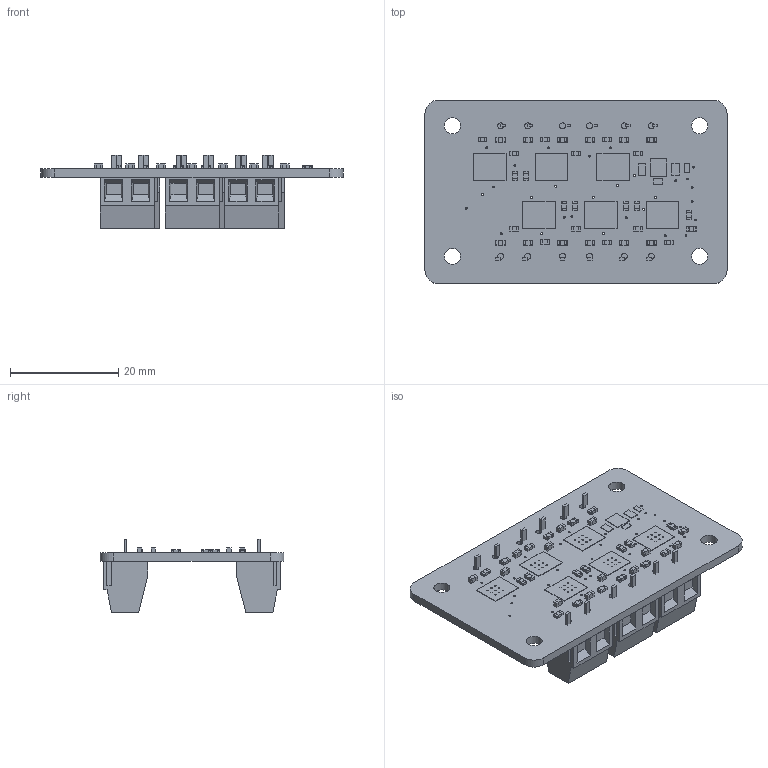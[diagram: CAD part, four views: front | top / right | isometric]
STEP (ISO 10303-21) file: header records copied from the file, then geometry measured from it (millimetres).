
FILE_DESCRIPTION(/* description */ (''),/* implementation_level */ '2;1');
FILE_NAME(/* name */ 'tc_breakout v2.step',/* time_stamp */ '2021-09-02T12:12:57-04:00',/* author */ (''),/* organization */ (''),/* preprocessor_version */ 'ST-DEVELOPER v18.1',/* originating_system */ 'Autodesk Translation Framework v10.10.0.1391',/* authorisation */ '');
FILE_SCHEMA (('AUTOMOTIVE_DESIGN { 1 0 10303 214 3 1 1 }'));
Length unit declared in the file: millimetre
Products named in the file (13): tc_breakout; PCB Component; Board; 0.1uF; 10µF; 100k; 282836-2; 2.2k; MCP96L00T-E/MX; SPX3819-3.3; MOUNT-PAD-ROUND3.0; 53398-0410; 282836-2_1
Assembly tree (62 placements, depth 3):
  tc_breakout
    PCB Component
      Board
      0.1uF  x12
      10µF  x2
      100k  x2
      282836-2  x6
      2.2k  x20
      MCP96L00T-E/MX  x6
      SPX3819-3.3
      MOUNT-PAD-ROUND3.0  x4
      53398-0410
    282836-2_1  x6
Bounding box: 55.86 x 33.96 x 13.5 mm (x, y, z)
Volume: 6872.9 mm3; surface area: 9471.5 mm2
Topology: 56 solids, 56 shells, 1913 faces, 4215 edges, 2490 vertices
Faces by surface type: plane 998, cylinder 595, sphere 320
Full cylindrical faces by diameter (mm): 0.3 x54, 0.35 x29, 1.1 x12, 3 x4, 3.5 x12
Entity records: 9840 total; most frequent: DIRECTION 1680, CARTESIAN_POINT 1517, ORIENTED_EDGE 1416, EDGE_CURVE 708, AXIS2_PLACEMENT_3D 619, EDGE_LOOP 484, VERTEX_POINT 456, LINE 442
